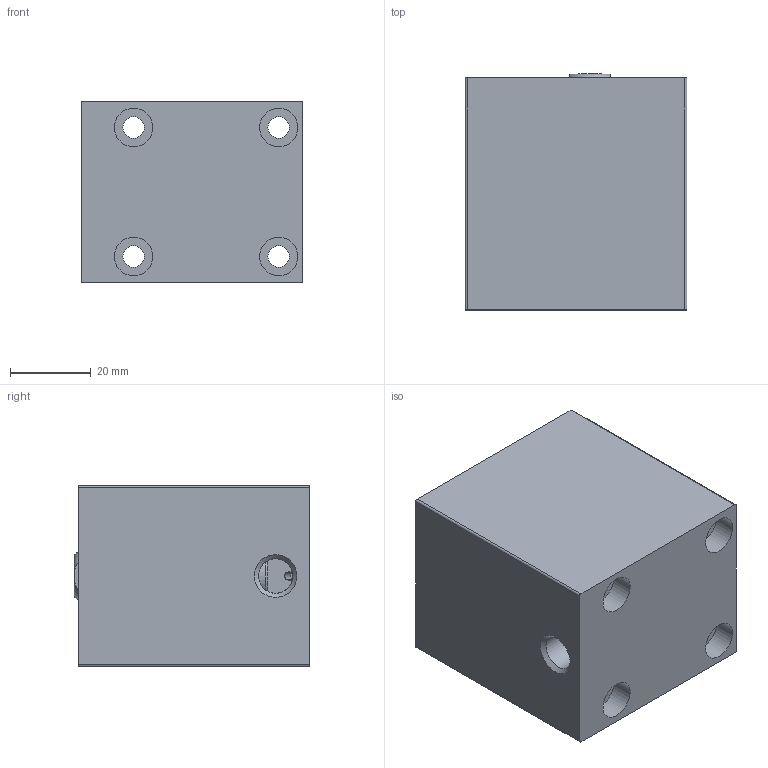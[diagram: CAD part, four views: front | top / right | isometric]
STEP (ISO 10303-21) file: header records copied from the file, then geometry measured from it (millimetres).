
FILE_DESCRIPTION((''),'2;1');
FILE_NAME('RS032.025.GS.F.stp','2016-06-09T14:18:57',('carlo.corazza'),(''),'Autodesk Inventor 2013','Autodesk Inventor 2013','');
FILE_SCHEMA(('AUTOMOTIVE_DESIGN { 1 0 10303 214 1 1 1 1 }'));
Length unit declared in the file: millimetre
Products named in the file (4): RS032..GS.F; CORPO-025; STELO-025; TA
Assembly tree (3 placements, depth 2):
  RS032..GS.F
    CORPO-025
    STELO-025
    TA
Bounding box: 55 x 58.5 x 45 mm (x, y, z)
Volume: 135804.2 mm3; surface area: 27623.4 mm2
Topology: 3 solids, 3 shells, 97 faces, 222 edges, 143 vertices
Faces by surface type: plane 39, cylinder 37, cone 17, torus 4
Full cylindrical faces by diameter (mm): 2 x1, 2.5 x2, 4.917 x1, 5.3 x4, 8.566 x1, 9.5 x8, 12 x1, 14 x1, 24.5 x1, 35.5 x1
Entity records: 2955 total; most frequent: CARTESIAN_POINT 602, DIRECTION 482, ORIENTED_EDGE 366, AXIS2_PLACEMENT_3D 212, EDGE_CURVE 183, EDGE_LOOP 153, VERTEX_POINT 136, CIRCLE 105
